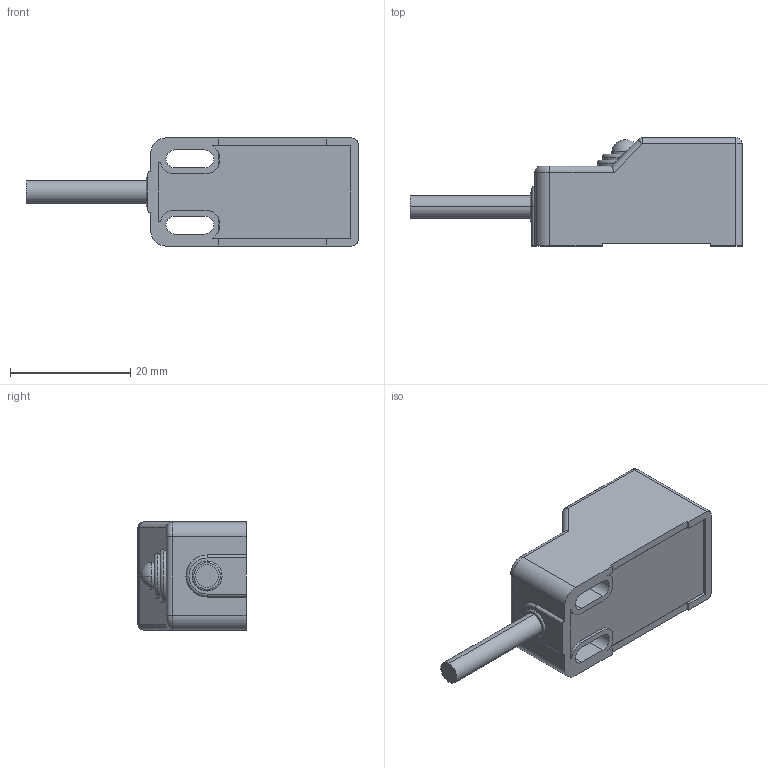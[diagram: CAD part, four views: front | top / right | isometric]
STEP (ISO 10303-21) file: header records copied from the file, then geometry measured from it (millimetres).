
FILE_DESCRIPTION((''),'2;1');
FILE_NAME('SN04-N','2020-08-24T09:15:34',('Administrator'),(''),'CREO PARAMETRIC BY PTC INC, 2018400','CREO PARAMETRIC BY PTC INC, 2018400','');
FILE_SCHEMA(('AUTOMOTIVE_DESIGN { 1 0 10303 214 1 1 1 1 }'));
Length unit declared in the file: millimetre
Products named in the file (1): SN04-N
Bounding box: 55.3 x 18 x 18 mm (x, y, z)
Volume: 9275 mm3; surface area: 3602.8 mm2
Topology: 1 solids, 1 shells, 126 faces, 321 edges, 207 vertices
Faces by surface type: plane 65, cylinder 48, torus 7, sphere 6
Entity records: 4982 total; most frequent: CARTESIAN_POINT 717, DIRECTION 672, ORIENTED_EDGE 638, PRESENTATION_STYLE_ASSIGNMENT 328, STYLED_ITEM 320, CURVE_STYLE 319, EDGE_CURVE 319, AXIS2_PLACEMENT_3D 239
